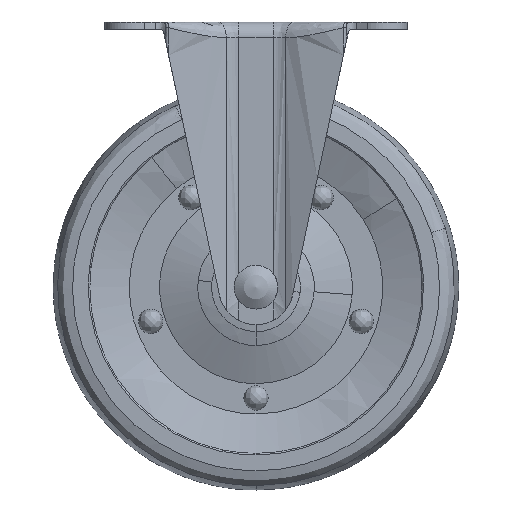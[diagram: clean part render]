
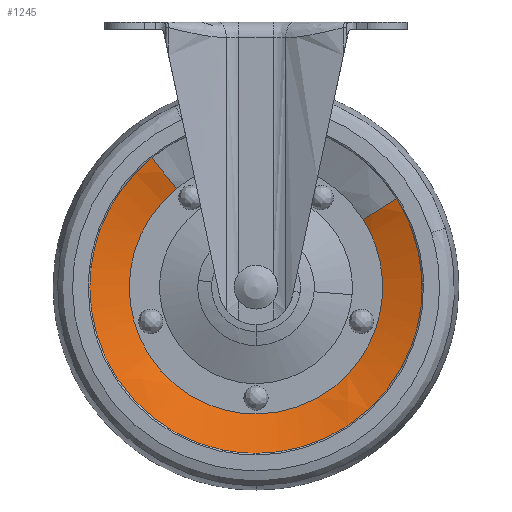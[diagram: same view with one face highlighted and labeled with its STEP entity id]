
A CAD part, front view. The second image highlights one B-rep face of the part: STEP entity #1245.
In plain terms, the highlighted free-form (B-spline) face has degree [2, 2] with [7, 3] control points.
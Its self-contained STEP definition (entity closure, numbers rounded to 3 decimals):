
#1027=CARTESIAN_POINT('',(45.035,-12.,-56.585));
#1028=VERTEX_POINT('',#1027);
#1044=CARTESIAN_POINT('',(-33.425,-12.,-43.547));
#1045=VERTEX_POINT('',#1044);
#1059=CARTESIAN_POINT('',(-25.484,-7.5,-53.394));
#1060=VERTEX_POINT('',#1059);
#1061=CARTESIAN_POINT('',(-33.425,-12.,-43.547));
#1062=CARTESIAN_POINT('',(-29.257,-10.633,-48.715));
#1063=CARTESIAN_POINT('',(-25.484,-7.5,-53.394));
#1071=(BOUNDED_CURVE()B_SPLINE_CURVE(2,(#1061,#1062,#1063),.UNSPECIFIED.,.F.,.U.)B_SPLINE_CURVE_WITH_KNOTS((3,3),(-1.312,-0.705),.UNSPECIFIED.)CURVE()GEOMETRIC_REPRESENTATION_ITEM()RATIONAL_B_SPLINE_CURVE((0.955,0.946,0.955))REPRESENTATION_ITEM(''));
#1072=EDGE_CURVE('',#1045,#1060,#1071,.T.);
#1089=CARTESIAN_POINT('',(34.337,-7.5,-63.335));
#1090=VERTEX_POINT('',#1089);
#1104=CARTESIAN_POINT('',(45.035,-12.,-56.585));
#1105=CARTESIAN_POINT('',(39.42,-10.633,-60.128));
#1106=CARTESIAN_POINT('',(34.337,-7.5,-63.335));
#1114=(BOUNDED_CURVE()B_SPLINE_CURVE(2,(#1104,#1105,#1106),.UNSPECIFIED.,.F.,.U.)B_SPLINE_CURVE_WITH_KNOTS((3,3),(-1.312,-0.705),.UNSPECIFIED.)CURVE()GEOMETRIC_REPRESENTATION_ITEM()RATIONAL_B_SPLINE_CURVE((0.914,0.905,0.913))REPRESENTATION_ITEM(''));
#1115=EDGE_CURVE('',#1028,#1090,#1114,.T.);
#1120=CARTESIAN_POINT('',(-33.837,-12.131,-43.035));
#1121=CARTESIAN_POINT('',(-75.802,-12.131,-76.872));
#1122=CARTESIAN_POINT('',(-41.965,-12.131,-118.837));
#1123=CARTESIAN_POINT('',(-8.128,-12.131,-160.802));
#1124=CARTESIAN_POINT('',(33.837,-12.131,-126.965));
#1125=CARTESIAN_POINT('',(71.206,-12.131,-96.833));
#1126=CARTESIAN_POINT('',(45.591,-12.131,-56.235));
#1127=CARTESIAN_POINT('',(-29.236,-10.727,-48.741));
#1128=CARTESIAN_POINT('',(-65.495,-10.727,-77.978));
#1129=CARTESIAN_POINT('',(-36.259,-10.727,-114.236));
#1130=CARTESIAN_POINT('',(-7.022,-10.727,-150.495));
#1131=CARTESIAN_POINT('',(29.236,-10.727,-121.259));
#1132=CARTESIAN_POINT('',(61.524,-10.727,-95.224));
#1133=CARTESIAN_POINT('',(39.392,-10.727,-60.146));
#1134=CARTESIAN_POINT('',(-25.112,-7.186,-53.856));
#1135=CARTESIAN_POINT('',(-56.257,-7.186,-78.968));
#1136=CARTESIAN_POINT('',(-31.144,-7.186,-110.112));
#1137=CARTESIAN_POINT('',(-6.032,-7.186,-141.257));
#1138=CARTESIAN_POINT('',(25.112,-7.186,-116.144));
#1139=CARTESIAN_POINT('',(52.846,-7.186,-93.782));
#1140=CARTESIAN_POINT('',(33.836,-7.186,-63.652));
#1148=(BOUNDED_SURFACE()B_SPLINE_SURFACE(2,2,((#1120,#1127,#1134),(#1121,#1128,#1135),(#1122,#1129,#1136),(#1123,#1130,#1137),(#1124,#1131,#1138),(#1125,#1132,#1139),(#1126,#1133,#1140)),.UNSPECIFIED.,.F.,.F.,.U.)B_SPLINE_SURFACE_WITH_KNOTS((3,2,2,3),(3,3),(0.0,89.317,178.633,260.804),(0.0,14.839),.UNSPECIFIED.)GEOMETRIC_REPRESENTATION_ITEM()RATIONAL_B_SPLINE_SURFACE(((0.956,0.945,0.956),(0.676,0.668,0.676),(0.956,0.945,0.956),(0.676,0.668,0.676),(0.956,0.945,0.956),(0.698,0.69,0.698),(0.915,0.904,0.914)))REPRESENTATION_ITEM('')SURFACE());
#1149=CARTESIAN_POINT('',(52.894,-12.,-91.148));
#1150=VERTEX_POINT('',#1149);
#1151=CARTESIAN_POINT('',(52.894,-12.,-91.148));
#1152=CARTESIAN_POINT('',(53.25,-12.,-88.085));
#1153=CARTESIAN_POINT('',(53.25,-12.0,-85.0));
#1154=CARTESIAN_POINT('',(53.25,-12.,-69.605));
#1155=CARTESIAN_POINT('',(45.035,-12.,-56.585));
#1163=(BOUNDED_CURVE()B_SPLINE_CURVE(2,(#1151,#1152,#1153,#1154,#1155),.UNSPECIFIED.,.F.,.U.)B_SPLINE_CURVE_WITH_KNOTS((3,2,3),(0.23,0.25,0.341),.UNSPECIFIED.)CURVE()GEOMETRIC_REPRESENTATION_ITEM()RATIONAL_B_SPLINE_CURVE((0.957,0.977,1.0,0.893,0.864))REPRESENTATION_ITEM(''));
#1164=EDGE_CURVE('',#1150,#1028,#1163,.T.);
#1165=ORIENTED_EDGE('',*,*,#1164,.T.);
#1166=ORIENTED_EDGE('',*,*,#1115,.T.);
#1167=CARTESIAN_POINT('',(0.0,-7.5,-125.6));
#1168=VERTEX_POINT('',#1167);
#1169=CARTESIAN_POINT('',(0.0,-7.5,-125.6));
#1170=CARTESIAN_POINT('',(40.6,-7.5,-125.6));
#1171=CARTESIAN_POINT('',(40.6,-7.5,-85.0));
#1172=CARTESIAN_POINT('',(40.6,-7.5,-73.262));
#1173=CARTESIAN_POINT('',(34.337,-7.5,-63.335));
#1181=(BOUNDED_CURVE()B_SPLINE_CURVE(2,(#1169,#1170,#1171,#1172,#1173),.UNSPECIFIED.,.F.,.U.)B_SPLINE_CURVE_WITH_KNOTS((3,2,3),(0.0,0.25,0.341),.UNSPECIFIED.)CURVE()GEOMETRIC_REPRESENTATION_ITEM()RATIONAL_B_SPLINE_CURVE((1.0,0.707,1.0,0.893,0.864))REPRESENTATION_ITEM(''));
#1182=EDGE_CURVE('',#1168,#1090,#1181,.T.);
#1183=ORIENTED_EDGE('',*,*,#1182,.F.);
#1184=CARTESIAN_POINT('',(-25.484,-7.5,-53.394));
#1185=CARTESIAN_POINT('',(-40.6,-7.5,-65.583));
#1186=CARTESIAN_POINT('',(-40.6,-7.5,-85.0));
#1187=CARTESIAN_POINT('',(-40.6,-7.5,-125.6));
#1188=CARTESIAN_POINT('',(0.0,-7.5,-125.6));
#1196=(BOUNDED_CURVE()B_SPLINE_CURVE(2,(#1184,#1185,#1186,#1187,#1188),.UNSPECIFIED.,.F.,.U.)B_SPLINE_CURVE_WITH_KNOTS((3,2,3),(0.609,0.75,1.0),.UNSPECIFIED.)CURVE()GEOMETRIC_REPRESENTATION_ITEM()RATIONAL_B_SPLINE_CURVE((0.856,0.835,1.0,0.707,1.0))REPRESENTATION_ITEM(''));
#1197=EDGE_CURVE('',#1060,#1168,#1196,.T.);
#1198=ORIENTED_EDGE('',*,*,#1197,.F.);
#1199=ORIENTED_EDGE('',*,*,#1072,.F.);
#1200=CARTESIAN_POINT('',(-53.25,-12.,-85.0));
#1201=VERTEX_POINT('',#1200);
#1202=CARTESIAN_POINT('',(-33.425,-12.,-43.547));
#1203=CARTESIAN_POINT('',(-53.25,-12.,-59.533));
#1204=CARTESIAN_POINT('',(-53.25,-12.,-85.0));
#1212=(BOUNDED_CURVE()B_SPLINE_CURVE(2,(#1202,#1203,#1204),.UNSPECIFIED.,.F.,.U.)B_SPLINE_CURVE_WITH_KNOTS((3,3),(0.609,0.75),.UNSPECIFIED.)CURVE()GEOMETRIC_REPRESENTATION_ITEM()RATIONAL_B_SPLINE_CURVE((0.856,0.835,1.))REPRESENTATION_ITEM(''));
#1213=EDGE_CURVE('',#1045,#1201,#1212,.T.);
#1214=ORIENTED_EDGE('',*,*,#1213,.T.);
#1215=CARTESIAN_POINT('',(0.0,-12.0,-138.25));
#1216=VERTEX_POINT('',#1215);
#1217=CARTESIAN_POINT('',(-53.25,-12.,-85.0));
#1218=CARTESIAN_POINT('',(-53.25,-12.0,-138.25));
#1219=CARTESIAN_POINT('',(0.0,-12.0,-138.25));
#1227=(BOUNDED_CURVE()B_SPLINE_CURVE(2,(#1217,#1218,#1219),.UNSPECIFIED.,.F.,.U.)B_SPLINE_CURVE_WITH_KNOTS((3,3),(0.75,1.0),.UNSPECIFIED.)CURVE()GEOMETRIC_REPRESENTATION_ITEM()RATIONAL_B_SPLINE_CURVE((1.0,0.707,1.0))REPRESENTATION_ITEM(''));
#1228=EDGE_CURVE('',#1201,#1216,#1227,.T.);
#1229=ORIENTED_EDGE('',*,*,#1228,.T.);
#1230=CARTESIAN_POINT('',(0.0,-12.0,-138.25));
#1231=CARTESIAN_POINT('',(47.419,-12.,-138.25));
#1232=CARTESIAN_POINT('',(52.894,-12.,-91.148));
#1240=(BOUNDED_CURVE()B_SPLINE_CURVE(2,(#1230,#1231,#1232),.UNSPECIFIED.,.F.,.U.)B_SPLINE_CURVE_WITH_KNOTS((3,3),(0.0,0.23),.UNSPECIFIED.)CURVE()GEOMETRIC_REPRESENTATION_ITEM()RATIONAL_B_SPLINE_CURVE((1.0,0.731,0.957))REPRESENTATION_ITEM(''));
#1241=EDGE_CURVE('',#1216,#1150,#1240,.T.);
#1242=ORIENTED_EDGE('',*,*,#1241,.T.);
#1243=EDGE_LOOP('',(#1165,#1166,#1183,#1198,#1199,#1214,#1229,#1242));
#1244=FACE_OUTER_BOUND('',#1243,.T.);
#1245=ADVANCED_FACE('',(#1244),#1148,.T.);
